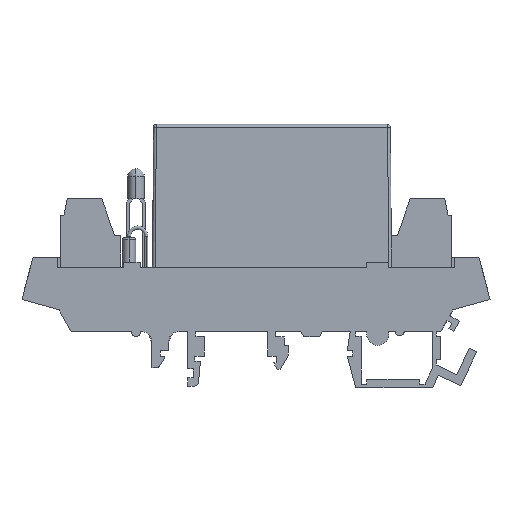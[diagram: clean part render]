
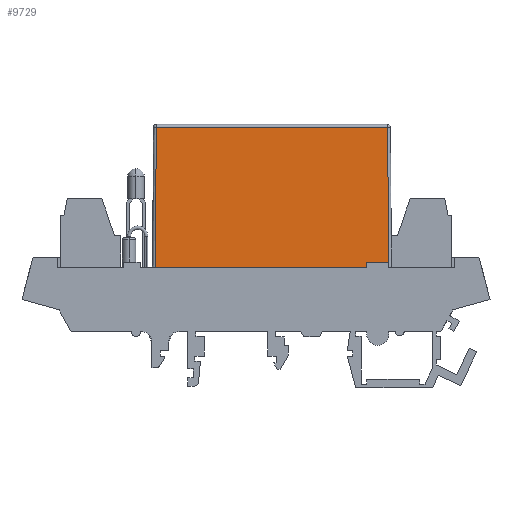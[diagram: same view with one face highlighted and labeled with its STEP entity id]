
A CAD part, left-side view. The second image highlights one B-rep face of the part: STEP entity #9729.
In plain terms, the highlighted free-form (B-spline) face has degree [1, 1] with [2, 2] control points.
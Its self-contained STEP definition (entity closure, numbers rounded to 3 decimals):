
#4029=CARTESIAN_POINT('',(-4.5,18.203,40.606));
#4030=VERTEX_POINT('',#4029);
#4087=CARTESIAN_POINT('',(-4.5,-23.803,40.606));
#4088=VERTEX_POINT('',#4087);
#4103=CARTESIAN_POINT('',(-4.5,-23.803,40.606));
#4104=DIRECTION('',(0.0,1.0,0.0));
#4105=VECTOR('',#4104,42.005);
#4106=LINE('',#4103,#4105);
#4107=EDGE_CURVE('',#4088,#4030,#4106,.T.);
#5904=CARTESIAN_POINT('',(-4.793,-19.95,16.1));
#5905=VERTEX_POINT('',#5904);
#5913=CARTESIAN_POINT('',(-4.793,-23.95,16.1));
#5914=VERTEX_POINT('',#5913);
#5921=CARTESIAN_POINT('',(-4.793,-19.95,16.1));
#5922=DIRECTION('',(0.0,-1.0,0.0));
#5923=VECTOR('',#5922,4.0);
#5924=LINE('',#5921,#5923);
#5925=EDGE_CURVE('',#5905,#5914,#5924,.T.);
#6911=CARTESIAN_POINT('',(-4.805,-19.95,15.1));
#6912=VERTEX_POINT('',#6911);
#6913=CARTESIAN_POINT('',(-4.805,-19.95,15.1));
#6914=DIRECTION('',(0.012,0.0,1.));
#6915=VECTOR('',#6914,1.);
#6916=LINE('',#6913,#6915);
#6917=EDGE_CURVE('',#6912,#5905,#6916,.T.);
#6952=CARTESIAN_POINT('',(-4.805,-23.95,15.1));
#6953=VERTEX_POINT('',#6952);
#6960=CARTESIAN_POINT('',(-4.793,-23.95,16.1));
#6961=DIRECTION('',(-0.012,0.0,-1.));
#6962=VECTOR('',#6961,1.);
#6963=LINE('',#6960,#6962);
#6964=EDGE_CURVE('',#5914,#6953,#6963,.T.);
#9670=CARTESIAN_POINT('',(-4.805,-24.004,15.1));
#9671=VERTEX_POINT('',#9670);
#9688=CARTESIAN_POINT('',(-4.805,-24.004,15.1));
#9689=DIRECTION('',(0.012,0.008,1.));
#9690=VECTOR('',#9689,25.509);
#9691=LINE('',#9688,#9690);
#9692=EDGE_CURVE('',#9671,#4088,#9691,.T.);
#9697=CARTESIAN_POINT('',(-4.5,-24.004,40.606));
#9698=CARTESIAN_POINT('',(-4.5,18.404,40.606));
#9699=CARTESIAN_POINT('',(-4.805,-24.004,15.1));
#9700=CARTESIAN_POINT('',(-4.805,18.404,15.1));
#9701=B_SPLINE_SURFACE_WITH_KNOTS('',1,1,((#9697,#9699),(#9698,#9700)),.UNSPECIFIED.,.F.,.F.,.U.,(2,2),(2,2),(0.0,42.407),(0.0,25.508),.UNSPECIFIED.);
#9702=CARTESIAN_POINT('',(-4.805,-24.004,15.1));
#9703=DIRECTION('',(0.0,1.0,0.0));
#9704=VECTOR('',#9703,0.054);
#9705=LINE('',#9702,#9704);
#9706=EDGE_CURVE('',#9671,#6953,#9705,.T.);
#9707=ORIENTED_EDGE('',*,*,#9706,.F.);
#9708=ORIENTED_EDGE('',*,*,#9692,.T.);
#9709=ORIENTED_EDGE('',*,*,#4107,.T.);
#9710=CARTESIAN_POINT('',(-4.805,18.404,15.1));
#9711=VERTEX_POINT('',#9710);
#9712=CARTESIAN_POINT('',(-4.805,18.404,15.1));
#9713=DIRECTION('',(0.012,-0.008,1.));
#9714=VECTOR('',#9713,25.509);
#9715=LINE('',#9712,#9714);
#9716=EDGE_CURVE('',#9711,#4030,#9715,.T.);
#9717=ORIENTED_EDGE('',*,*,#9716,.F.);
#9718=CARTESIAN_POINT('',(-4.805,-19.95,15.1));
#9719=DIRECTION('',(0.0,1.0,0.0));
#9720=VECTOR('',#9719,38.354);
#9721=LINE('',#9718,#9720);
#9722=EDGE_CURVE('',#6912,#9711,#9721,.T.);
#9723=ORIENTED_EDGE('',*,*,#9722,.F.);
#9724=ORIENTED_EDGE('',*,*,#6917,.T.);
#9725=ORIENTED_EDGE('',*,*,#5925,.T.);
#9726=ORIENTED_EDGE('',*,*,#6964,.T.);
#9727=EDGE_LOOP('',(#9707,#9708,#9709,#9717,#9723,#9724,#9725,#9726));
#9728=FACE_OUTER_BOUND('',#9727,.T.);
#9729=ADVANCED_FACE('',(#9728),#9701,.T.);
